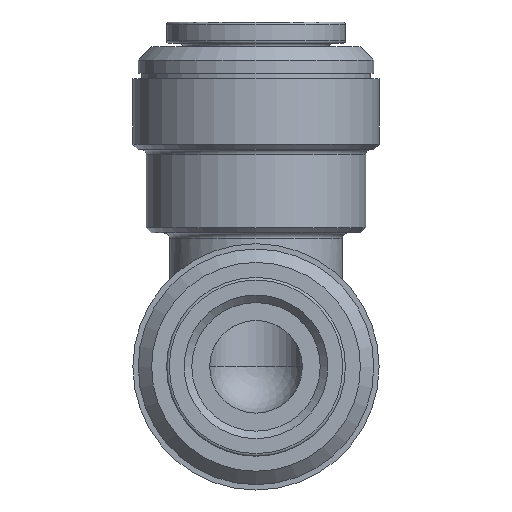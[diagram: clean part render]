
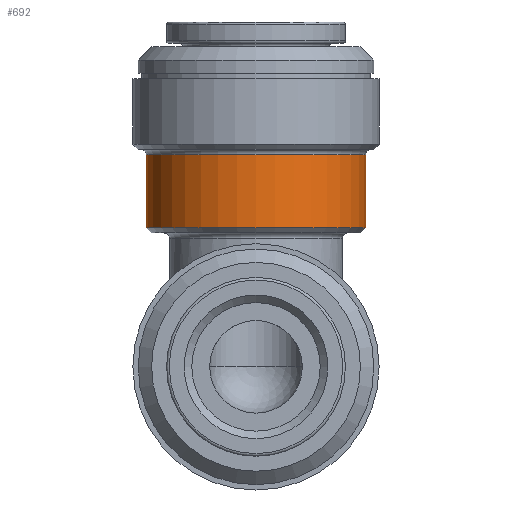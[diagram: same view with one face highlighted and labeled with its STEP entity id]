
A CAD part, front view. The second image highlights one B-rep face of the part: STEP entity #692.
In plain terms, the highlighted cylindrical face has radius 10.25 mm (diameter 20.5 mm), a full revolution.
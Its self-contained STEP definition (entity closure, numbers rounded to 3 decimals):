
#84=CYLINDRICAL_SURFACE('',#796,10.25);
#150=ORIENTED_EDGE('',*,*,#279,.F.);
#151=ORIENTED_EDGE('',*,*,#278,.T.);
#278=EDGE_CURVE('',#349,#349,#406,.T.);
#279=EDGE_CURVE('',#350,#350,#407,.T.);
#349=VERTEX_POINT('',#1238);
#350=VERTEX_POINT('',#1241);
#406=CIRCLE('',#795,10.25);
#407=CIRCLE('',#797,10.25);
#481=EDGE_LOOP('',(#150));
#482=EDGE_LOOP('',(#151));
#595=FACE_BOUND('',#481,.T.);
#596=FACE_BOUND('',#482,.T.);
#692=ADVANCED_FACE('',(#595,#596),#84,.T.);
#795=AXIS2_PLACEMENT_3D('',#1237,#971,#972);
#796=AXIS2_PLACEMENT_3D('',#1239,#973,#974);
#797=AXIS2_PLACEMENT_3D('',#1240,#975,#976);
#971=DIRECTION('',(0.,0.,-1.));
#972=DIRECTION('',(-1.,0.,0.));
#973=DIRECTION('',(0.,0.,-1.));
#974=DIRECTION('',(-1.,0.,0.));
#975=DIRECTION('',(0.,0.,-1.));
#976=DIRECTION('',(-1.,0.,0.));
#1237=CARTESIAN_POINT('',(0.,0.,19.8));
#1238=CARTESIAN_POINT('',(-10.25,0.,19.8));
#1239=CARTESIAN_POINT('',(0.,0.,-8.075));
#1240=CARTESIAN_POINT('',(0.,0.,13.));
#1241=CARTESIAN_POINT('',(-10.25,0.,13.));
